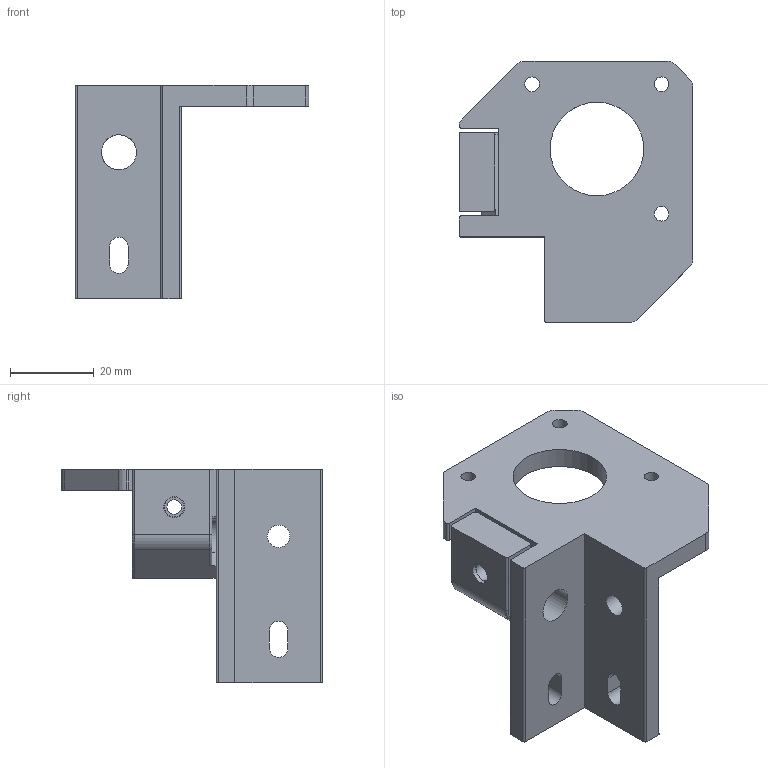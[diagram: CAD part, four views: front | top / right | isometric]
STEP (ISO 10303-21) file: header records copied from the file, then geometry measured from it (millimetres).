
FILE_DESCRIPTION(/* description */ (''),/* implementation_level */ '2;1');
FILE_NAME(/* name */ 'XYMotorRight.step',/* time_stamp */ '2020-11-09T08:02:21-05:00',/* author */ (''),/* organization */ (''),/* preprocessor_version */ 'ST-DEVELOPER v18.1',/* originating_system */ 'Autodesk Translation Framework v9.3.0.1241',/* authorisation */ '');
FILE_SCHEMA (('AUTOMOTIVE_DESIGN { 1 0 10303 214 3 1 1 }'));
Length unit declared in the file: millimetre
Products named in the file (1): 1_XY_Motor_Right
Bounding box: 56 x 62.5 x 51 mm (x, y, z)
Volume: 27388.2 mm3; surface area: 13388.2 mm2
Topology: 1 solids, 1 shells, 83 faces, 220 edges, 142 vertices
Faces by surface type: cylinder 41, plane 34, torus 5, sphere 2, bspline 1
Full cylindrical faces by diameter (mm): 3.5 x5, 4.7 x1, 5 x1, 5.4 x1, 6 x1, 6.1 x1, 8.4 x1, 22.4 x1
Entity records: 2713 total; most frequent: CARTESIAN_POINT 494, DIRECTION 475, ORIENTED_EDGE 440, EDGE_CURVE 220, AXIS2_PLACEMENT_3D 175, VERTEX_POINT 142, LINE 125, VECTOR 125
